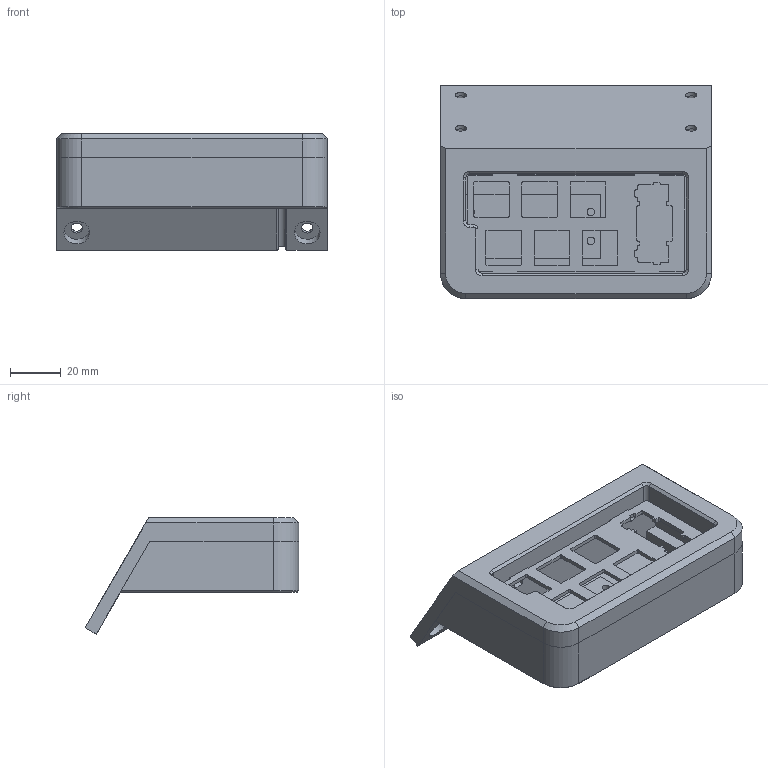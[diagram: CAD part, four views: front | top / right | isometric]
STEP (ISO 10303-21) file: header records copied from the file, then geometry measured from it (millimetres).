
FILE_DESCRIPTION(/* description */ ('','CAx-IF Rec.Pracs.---Representation and Presentation of Product Manufacturing Information (PMI)---4.0---2014-10-13'),/* implementation_level */ '2;1');
FILE_NAME(/* name */ 'deskmate case.step',/* time_stamp */ '2025-02-27T11:47:08-05:00',/* author */ (''),/* organization */ (''),/* preprocessor_version */ 'ST-DEVELOPER v20',/* originating_system */ 'Autodesk Translation Framework v13.20.0.188',/* authorisation */ '');
FILE_SCHEMA (('AP242_MANAGED_MODEL_BASED_3D_ENGINEERING_MIM_LF { 1 0 10303 442 1 1 4 }'));
Length unit declared in the file: millimetre
Products named in the file (1): case
Bounding box: 106.78 x 84.15 x 45.8 mm (x, y, z)
Volume: 125989.9 mm3; surface area: 54380 mm2
Topology: 3 solids, 3 shells, 324 faces, 870 edges, 572 vertices
Faces by surface type: plane 189, cylinder 125, cone 10
Full cylindrical faces by diameter (mm): 2.4 x8, 3 x12, 4.5 x4, 5.4 x4, 10.2 x4
Entity records: 10281 total; most frequent: DIRECTION 1780, CARTESIAN_POINT 1767, ORIENTED_EDGE 1740, EDGE_CURVE 870, LINE 610, VECTOR 610, AXIS2_PLACEMENT_3D 585, VERTEX_POINT 572
